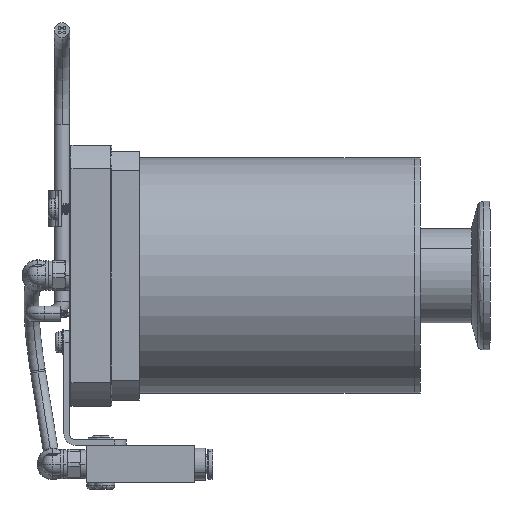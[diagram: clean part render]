
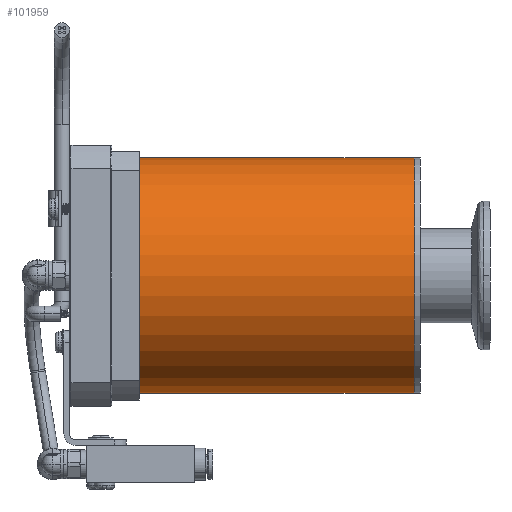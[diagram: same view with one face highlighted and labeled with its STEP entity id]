
A CAD part, left-side view. The second image highlights one B-rep face of the part: STEP entity #101959.
In plain terms, the highlighted cylindrical face has radius 31.75 mm (diameter 63.5 mm), a partial arc.
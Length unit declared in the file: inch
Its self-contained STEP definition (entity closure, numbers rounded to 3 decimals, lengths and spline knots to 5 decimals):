
#3101 = VERTEX_POINT ( 'NONE', #7955 ) ;
#7955 = CARTESIAN_POINT ( 'NONE',  ( 0., -0.17906, 1.25 ) ) ;
#10322 = VECTOR ( 'NONE', #51146, 39.37008 ) ;
#10536 = VERTEX_POINT ( 'NONE', #27646 ) ;
#11371 = DIRECTION ( 'NONE',  ( 0., -1., 0. ) ) ;
#11740 = CIRCLE ( 'NONE', #29469, 1.25 ) ;
#13211 = LINE ( 'NONE', #95817, #16307 ) ;
#16307 = VECTOR ( 'NONE', #11371, 39.37008 ) ;
#19716 = ORIENTED_EDGE ( 'NONE', *, *, #46154, .F. ) ;
#20151 = FACE_OUTER_BOUND ( 'NONE', #43883, .T. ) ;
#21034 = ORIENTED_EDGE ( 'NONE', *, *, #62879, .F. ) ;
#22776 = EDGE_CURVE ( 'NONE', #10536, #3101, #11740, .T. ) ;
#27646 = CARTESIAN_POINT ( 'NONE',  ( 0., -0.17906, -1.25 ) ) ;
#29099 = AXIS2_PLACEMENT_3D ( 'NONE', #39609, #59956, #116699 ) ;
#29469 = AXIS2_PLACEMENT_3D ( 'NONE', #114372, #47188, #40359 ) ;
#39609 = CARTESIAN_POINT ( 'NONE',  ( 0., 2.79594, 0. ) ) ;
#40359 = DIRECTION ( 'NONE',  ( 0., 0., 1. ) ) ;
#43883 = EDGE_LOOP ( 'NONE', ( #21034, #19716, #119166, #120117 ) ) ;
#46154 = EDGE_CURVE ( 'NONE', #53819, #62886, #103879, .T. ) ;
#46708 = DIRECTION ( 'NONE',  ( 0., -1., 0. ) ) ;
#47188 = DIRECTION ( 'NONE',  ( 0., 1., 0. ) ) ;
#47933 = DIRECTION ( 'NONE',  ( 0., 0., -1. ) ) ;
#51146 = DIRECTION ( 'NONE',  ( 0., -1., 0. ) ) ;
#53819 = VERTEX_POINT ( 'NONE', #63123 ) ;
#59956 = DIRECTION ( 'NONE',  ( 0., 1., 0. ) ) ;
#62879 = EDGE_CURVE ( 'NONE', #62886, #3101, #13211, .T. ) ;
#62886 = VERTEX_POINT ( 'NONE', #68092 ) ;
#63123 = CARTESIAN_POINT ( 'NONE',  ( 0., 2.79594, -1.25 ) ) ;
#64585 = CARTESIAN_POINT ( 'NONE',  ( 0., 2.79594, 0. ) ) ;
#67759 = AXIS2_PLACEMENT_3D ( 'NONE', #64585, #46708, #47933 ) ;
#68092 = CARTESIAN_POINT ( 'NONE',  ( 0., 2.79594, 1.25 ) ) ;
#86881 = LINE ( 'NONE', #116523, #10322 ) ;
#95817 = CARTESIAN_POINT ( 'NONE',  ( 0., 2.79594, 1.25 ) ) ;
#101959 = ADVANCED_FACE ( 'NONE', ( #20151 ), #103377, .T. ) ;
#103377 = CYLINDRICAL_SURFACE ( 'NONE', #67759, 1.25 ) ;
#103879 = CIRCLE ( 'NONE', #29099, 1.25 ) ;
#103913 = EDGE_CURVE ( 'NONE', #53819, #10536, #86881, .T. ) ;
#114372 = CARTESIAN_POINT ( 'NONE',  ( 0., -0.17906, 0. ) ) ;
#116523 = CARTESIAN_POINT ( 'NONE',  ( 0., 2.79594, -1.25 ) ) ;
#116699 = DIRECTION ( 'NONE',  ( 0., 0., 1. ) ) ;
#119166 = ORIENTED_EDGE ( 'NONE', *, *, #103913, .T. ) ;
#120117 = ORIENTED_EDGE ( 'NONE', *, *, #22776, .T. ) ;
